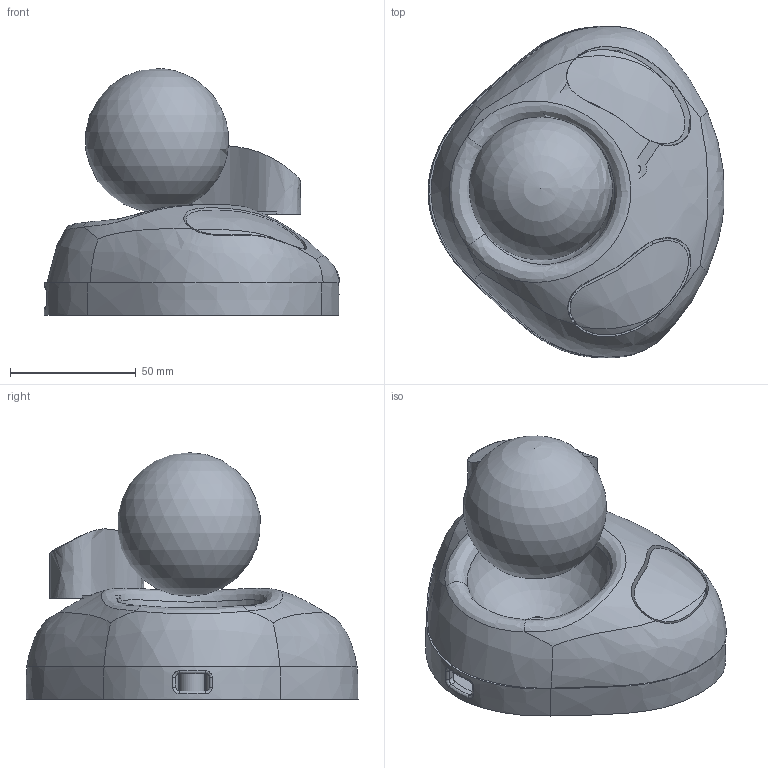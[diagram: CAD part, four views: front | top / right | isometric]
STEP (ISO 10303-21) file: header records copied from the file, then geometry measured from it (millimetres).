
FILE_DESCRIPTION(('HOOPS Exchange Step'),'2;1');
FILE_NAME('temp_export','2025-02-03T11:50:57+08:00',('chenzeng'),('Shapr3D Limited'),'HOOPS Exchange 2024.6','Shapr3D','Authorized');
FILE_SCHEMA( ('AP242_MANAGED_MODEL_BASED_3D_ENGINEERING_MIM_LF {1 0 10303 442 1 1 4 }') );
Length unit declared in the file: millimetre
Products named in the file (5): Board; 3D_trackball7_2024-11-02 (2).step; USB.step; Trackball7.step; root
Assembly tree (4 placements, depth 4):
  root
    USB.step
      3D_trackball7_2024-11-02 (2).step
        Board
    Trackball7.step
Bounding box: 117.77 x 132.11 x 98.27 mm (x, y, z)
Volume: 339637.6 mm3; surface area: 88920.4 mm2
Topology: 5 solids, 5 shells, 211 faces, 498 edges, 342 vertices
Faces by surface type: plane 107, cylinder 68, bspline 31, cone 3, sphere 2
Full cylindrical faces by diameter (mm): 1.7 x4, 2 x4, 2.6 x3, 2.8 x11, 3.233 x2, 3.4 x7, 4.233 x2, 5.233 x2, 6 x5, 7 x3, 7.233 x1, 8 x8, 10 x4
Entity records: 15567 total; most frequent: CARTESIAN_POINT 10632, ORIENTED_EDGE 976, DIRECTION 919, EDGE_CURVE 488, AXIS2_PLACEMENT_3D 367, VERTEX_POINT 338, EDGE_LOOP 288, FACE_BOUND 288
